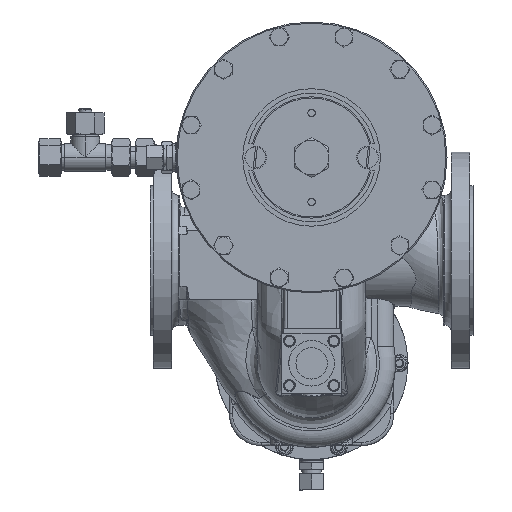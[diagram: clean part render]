
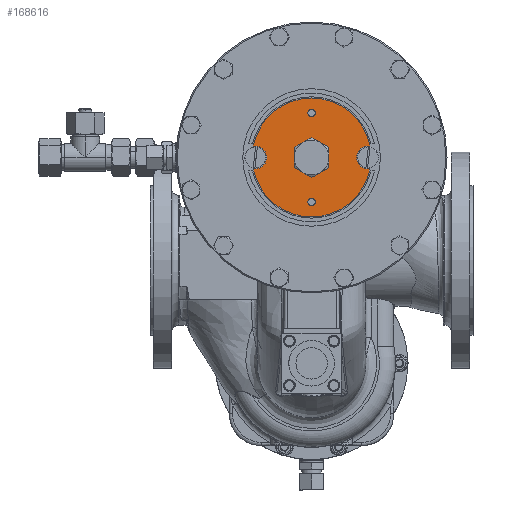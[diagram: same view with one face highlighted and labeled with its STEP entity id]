
A CAD part, front view. The second image highlights one B-rep face of the part: STEP entity #168616.
In plain terms, the highlighted planar face has unit normal (0, -1, 0).
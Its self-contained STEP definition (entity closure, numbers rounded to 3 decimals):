
#1535 = CARTESIAN_POINT ( 'NONE',  ( -46.488, -585.06, 95. ) ) ;
#4712 = CIRCLE ( 'NONE', #47649, 54.884 ) ;
#5911 = EDGE_LOOP ( 'NONE', ( #140921, #135143 ) ) ;
#6436 = CARTESIAN_POINT ( 'NONE',  ( 5.512, -585.06, 57.4 ) ) ;
#6612 = AXIS2_PLACEMENT_3D ( 'NONE', #227217, #137785, #208833 ) ;
#11248 = DIRECTION ( 'NONE',  ( 1., 0., 0. ) ) ;
#13074 = VERTEX_POINT ( 'NONE', #29600 ) ;
#17111 = EDGE_LOOP ( 'NONE', ( #218022, #218863 ) ) ;
#17164 = AXIS2_PLACEMENT_3D ( 'NONE', #1535, #166834, #150903 ) ;
#18461 = CARTESIAN_POINT ( 'NONE',  ( 5.512, -585.06, 136. ) ) ;
#18538 = CARTESIAN_POINT ( 'NONE',  ( 57.512, -585.06, 105.5 ) ) ;
#19853 = CARTESIAN_POINT ( 'NONE',  ( 5.512, -585.06, 84.5 ) ) ;
#20283 = DIRECTION ( 'NONE',  ( 0., -1., 0. ) ) ;
#22083 = EDGE_CURVE ( 'NONE', #117046, #82120, #195050, .T. ) ;
#23643 = CARTESIAN_POINT ( 'NONE',  ( 5.512, -585.06, 95. ) ) ;
#24359 = FACE_BOUND ( 'NONE', #5911, .T. ) ;
#25113 = EDGE_CURVE ( 'Defeature ausgef�hrt1_1784+Defeature ausgef�hrt1_1779+Defeature ausgef�hrt1_1779+Defeature ausgef�hrt1_1779', #240331, #13074, #130767, .T. ) ;
#28083 = EDGE_CURVE ( 'NONE', #165029, #50131, #74915, .T. ) ;
#29600 = CARTESIAN_POINT ( 'NONE',  ( 5.512, -585.06, 87.025 ) ) ;
#32033 = EDGE_CURVE ( 'Defeature ausgef�hrt1_2091+Defeature ausgef�hrt1_1784+Defeature ausgef�hrt1_1784+Defeature ausgef�hrt1_1784', #116593, #224035, #151772, .T. ) ;
#34543 = CARTESIAN_POINT ( 'NONE',  ( 59.382, -585.06, 105.5 ) ) ;
#36256 = CARTESIAN_POINT ( 'NONE',  ( -48.358, -585.06, 105.5 ) ) ;
#37072 = CARTESIAN_POINT ( 'NONE',  ( 5.512, -585.06, 95. ) ) ;
#39084 = DIRECTION ( 'NONE',  ( 0., 0., -1. ) ) ;
#40536 = CARTESIAN_POINT ( 'NONE',  ( 5.512, -585.06, 95. ) ) ;
#44926 = EDGE_CURVE ( 'Defeature ausgef�hrt1_1795+Defeature ausgef�hrt1_1784+Defeature ausgef�hrt1_1784+Defeature ausgef�hrt1_1784', #188534, #108686, #98805, .T. ) ;
#47470 = CARTESIAN_POINT ( 'NONE',  ( 5.512, -585.06, 95. ) ) ;
#47649 = AXIS2_PLACEMENT_3D ( 'NONE', #40536, #77225, #58887 ) ;
#50131 = VERTEX_POINT ( 'NONE', #139432 ) ;
#50366 = CARTESIAN_POINT ( 'NONE',  ( 5.512, -585.06, 105.5 ) ) ;
#54543 = VECTOR ( 'NONE', #59657, 1000. ) ;
#58816 = DIRECTION ( 'NONE',  ( 0., 0., -1. ) ) ;
#58887 = DIRECTION ( 'NONE',  ( 0., 0., -1. ) ) ;
#59388 = VERTEX_POINT ( 'NONE', #34543 ) ;
#59657 = DIRECTION ( 'NONE',  ( -1., 0., 0. ) ) ;
#59931 = CARTESIAN_POINT ( 'NONE',  ( 5.512, -585.06, 139.4 ) ) ;
#60188 = EDGE_CURVE ( 'Defeature ausgef�hrt1_2091+Defeature ausgef�hrt1_1784+Defeature ausgef�hrt1_1784+Defeature ausgef�hrt1_1784', #224035, #116593, #209829, .T. ) ;
#61520 = ORIENTED_EDGE ( 'NONE', *, *, #184561, .F. ) ;
#63690 = CARTESIAN_POINT ( 'NONE',  ( -46.488, -585.06, 105.5 ) ) ;
#73893 = EDGE_CURVE ( 'Defeature ausgef�hrt1_1784+Defeature ausgef�hrt1_1795+Defeature ausgef�hrt1_1795+Defeature ausgef�hrt1_1795', #165029, #117046, #4712, .T. ) ;
#74669 = VECTOR ( 'NONE', #11248, 1000. ) ;
#74915 = LINE ( 'NONE', #19853, #86894 ) ;
#75460 = CARTESIAN_POINT ( 'NONE',  ( 5.512, -585.06, 132.6 ) ) ;
#77225 = DIRECTION ( 'NONE',  ( 0., -1., 0. ) ) ;
#78873 = DIRECTION ( 'NONE',  ( -1., 0., 0. ) ) ;
#80603 = PLANE ( 'NONE',  #242276 ) ;
#80872 = CIRCLE ( 'NONE', #6612, 10.5 ) ;
#82120 = VERTEX_POINT ( 'NONE', #221366 ) ;
#83631 = ORIENTED_EDGE ( 'NONE', *, *, #126545, .F. ) ;
#85263 = EDGE_CURVE ( 'NONE', #87511, #59388, #196107, .T. ) ;
#85636 = CARTESIAN_POINT ( 'NONE',  ( -48.358, -585.06, 84.5 ) ) ;
#85904 = AXIS2_PLACEMENT_3D ( 'NONE', #23643, #98315, #94697 ) ;
#86074 = CIRCLE ( 'NONE', #85904, 7.975 ) ;
#86894 = VECTOR ( 'NONE', #115327, 1000. ) ;
#87511 = VERTEX_POINT ( 'NONE', #18538 ) ;
#91794 = AXIS2_PLACEMENT_3D ( 'NONE', #47470, #231150, #174841 ) ;
#94697 = DIRECTION ( 'NONE',  ( 0., 0., -1. ) ) ;
#95775 = EDGE_CURVE ( 'Defeature ausgef�hrt1_2089+Defeature ausgef�hrt1_1784+Defeature ausgef�hrt1_1784+Defeature ausgef�hrt1_1784', #167964, #213700, #150700, .T. ) ;
#98002 = AXIS2_PLACEMENT_3D ( 'NONE', #228701, #135679, #120885 ) ;
#98315 = DIRECTION ( 'NONE',  ( 0., 1., 0. ) ) ;
#98805 = LINE ( 'NONE', #189433, #54543 ) ;
#99297 = CARTESIAN_POINT ( 'NONE',  ( 59.382, -585.06, 84.5 ) ) ;
#103125 = CIRCLE ( 'NONE', #17164, 10.5 ) ;
#104280 = AXIS2_PLACEMENT_3D ( 'NONE', #161614, #236279, #39084 ) ;
#107996 = CARTESIAN_POINT ( 'NONE',  ( 5.512, -585.06, 102.975 ) ) ;
#108686 = VERTEX_POINT ( 'NONE', #36256 ) ;
#111719 = ORIENTED_EDGE ( 'NONE', *, *, #73893, .T. ) ;
#112618 = EDGE_CURVE ( 'NONE', #82120, #87511, #80872, .T. ) ;
#114554 = DIRECTION ( 'NONE',  ( 0., 0., -1. ) ) ;
#115327 = DIRECTION ( 'NONE',  ( 1., 0., 0. ) ) ;
#116593 = VERTEX_POINT ( 'NONE', #167969 ) ;
#117046 = VERTEX_POINT ( 'NONE', #99297 ) ;
#120885 = DIRECTION ( 'NONE',  ( 0., 0., -1. ) ) ;
#123256 = VECTOR ( 'NONE', #78873, 1000. ) ;
#125306 = EDGE_CURVE ( 'Defeature ausgef�hrt1_1784+Defeature ausgef�hrt1_1779+Defeature ausgef�hrt1_1779+Defeature ausgef�hrt1_1779', #13074, #240331, #86074, .T. ) ;
#126545 = EDGE_CURVE ( 'Defeature ausgef�hrt1_2089+Defeature ausgef�hrt1_1784+Defeature ausgef�hrt1_1784+Defeature ausgef�hrt1_1784', #213700, #167964, #203521, .T. ) ;
#130767 = CIRCLE ( 'NONE', #91794, 7.975 ) ;
#134583 = CARTESIAN_POINT ( 'NONE',  ( 5.512, -585.06, 95. ) ) ;
#135143 = ORIENTED_EDGE ( 'NONE', *, *, #60188, .F. ) ;
#135314 = CARTESIAN_POINT ( 'NONE',  ( 5.512, -585.06, 54. ) ) ;
#135679 = DIRECTION ( 'NONE',  ( 0., -1., 0. ) ) ;
#136189 = AXIS2_PLACEMENT_3D ( 'NONE', #135314, #20283, #114554 ) ;
#137785 = DIRECTION ( 'NONE',  ( 0., 1., 0. ) ) ;
#139432 = CARTESIAN_POINT ( 'NONE',  ( -46.488, -585.06, 84.5 ) ) ;
#140921 = ORIENTED_EDGE ( 'NONE', *, *, #32033, .F. ) ;
#141332 = ORIENTED_EDGE ( 'NONE', *, *, #28083, .F. ) ;
#142283 = CIRCLE ( 'NONE', #236112, 54.884 ) ;
#146846 = AXIS2_PLACEMENT_3D ( 'NONE', #18461, #228941, #58816 ) ;
#148118 = ORIENTED_EDGE ( 'NONE', *, *, #22083, .T. ) ;
#150700 = CIRCLE ( 'NONE', #146846, 3.4 ) ;
#150903 = DIRECTION ( 'NONE',  ( 0., 0., -1. ) ) ;
#151732 = FACE_OUTER_BOUND ( 'NONE', #171971, .T. ) ;
#151772 = CIRCLE ( 'NONE', #136189, 3.4 ) ;
#155324 = DIRECTION ( 'NONE',  ( 0., -1., 0. ) ) ;
#161614 = CARTESIAN_POINT ( 'NONE',  ( 5.512, -585.06, 54. ) ) ;
#165029 = VERTEX_POINT ( 'NONE', #85636 ) ;
#166834 = DIRECTION ( 'NONE',  ( 0., -1., 0. ) ) ;
#167964 = VERTEX_POINT ( 'NONE', #75460 ) ;
#167969 = CARTESIAN_POINT ( 'NONE',  ( 5.512, -585.06, 50.6 ) ) ;
#168616 = ADVANCED_FACE ( 'Defeature ausgef�hrt1_1784', ( #24359, #206787, #151732, #173691 ), #80603, .T. ) ;
#170047 = ORIENTED_EDGE ( 'NONE', *, *, #112618, .T. ) ;
#170481 = ORIENTED_EDGE ( 'NONE', *, *, #184614, .T. ) ;
#171364 = ORIENTED_EDGE ( 'NONE', *, *, #44926, .F. ) ;
#171971 = EDGE_LOOP ( 'NONE', ( #171364, #61520, #141332, #111719, #148118, #170047, #221163, #170481 ) ) ;
#173691 = FACE_BOUND ( 'NONE', #17111, .T. ) ;
#174841 = DIRECTION ( 'NONE',  ( 0., 0., -1. ) ) ;
#184561 = EDGE_CURVE ( 'NONE', #50131, #188534, #103125, .T. ) ;
#184614 = EDGE_CURVE ( 'NONE', #59388, #108686, #142283, .T. ) ;
#188534 = VERTEX_POINT ( 'NONE', #63690 ) ;
#189433 = CARTESIAN_POINT ( 'NONE',  ( 5.512, -585.06, 105.5 ) ) ;
#195050 = LINE ( 'NONE', #229407, #123256 ) ;
#196107 = LINE ( 'NONE', #50366, #74669 ) ;
#203521 = CIRCLE ( 'NONE', #98002, 3.4 ) ;
#203554 = DIRECTION ( 'NONE',  ( 0., -1., 0. ) ) ;
#206787 = FACE_BOUND ( 'NONE', #220137, .T. ) ;
#207186 = DIRECTION ( 'NONE',  ( 0., 0., -1. ) ) ;
#208833 = DIRECTION ( 'NONE',  ( 0., 0., -1. ) ) ;
#209829 = CIRCLE ( 'NONE', #104280, 3.4 ) ;
#213700 = VERTEX_POINT ( 'NONE', #59931 ) ;
#218022 = ORIENTED_EDGE ( 'NONE', *, *, #25113, .T. ) ;
#218863 = ORIENTED_EDGE ( 'NONE', *, *, #125306, .T. ) ;
#220137 = EDGE_LOOP ( 'NONE', ( #230758, #83631 ) ) ;
#221163 = ORIENTED_EDGE ( 'NONE', *, *, #85263, .T. ) ;
#221366 = CARTESIAN_POINT ( 'NONE',  ( 57.512, -585.06, 84.5 ) ) ;
#224035 = VERTEX_POINT ( 'NONE', #6436 ) ;
#227217 = CARTESIAN_POINT ( 'NONE',  ( 57.512, -585.06, 95. ) ) ;
#228701 = CARTESIAN_POINT ( 'NONE',  ( 5.512, -585.06, 136. ) ) ;
#228941 = DIRECTION ( 'NONE',  ( 0., -1., 0. ) ) ;
#229407 = CARTESIAN_POINT ( 'NONE',  ( 5.512, -585.06, 84.5 ) ) ;
#229970 = DIRECTION ( 'NONE',  ( 0., 0., -1. ) ) ;
#230758 = ORIENTED_EDGE ( 'NONE', *, *, #95775, .F. ) ;
#231150 = DIRECTION ( 'NONE',  ( 0., 1., 0. ) ) ;
#236112 = AXIS2_PLACEMENT_3D ( 'NONE', #37072, #203554, #207186 ) ;
#236279 = DIRECTION ( 'NONE',  ( 0., -1., 0. ) ) ;
#240331 = VERTEX_POINT ( 'NONE', #107996 ) ;
#242276 = AXIS2_PLACEMENT_3D ( 'NONE', #134583, #155324, #229970 ) ;
